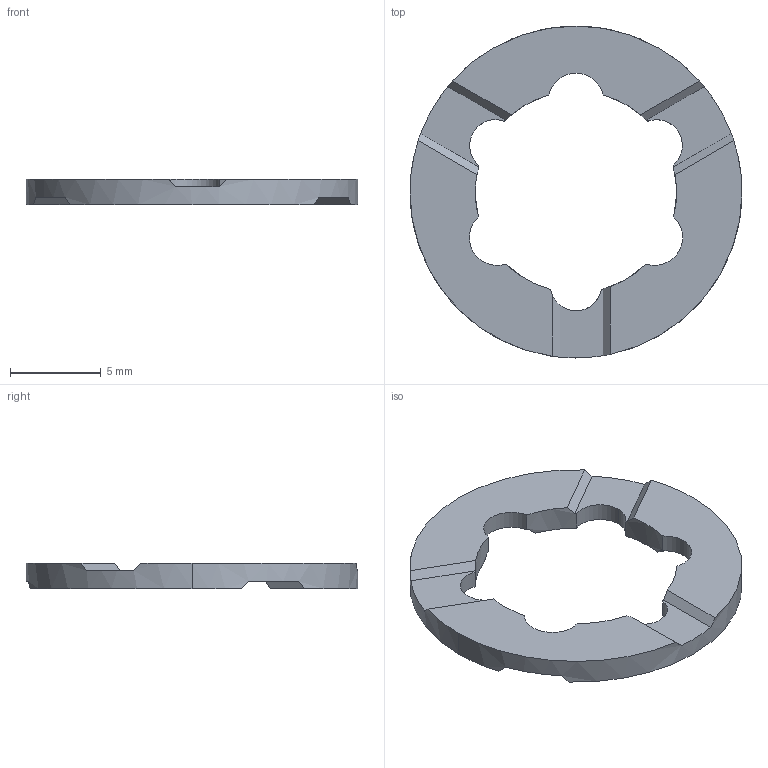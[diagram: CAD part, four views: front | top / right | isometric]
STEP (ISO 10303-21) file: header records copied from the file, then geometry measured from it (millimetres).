
FILE_DESCRIPTION (( 'STEP AP214' ), '1' );
FILE_NAME ('rondelle butee.STEP', '2021-10-15T11:39:56', ( '' ), ( '' ), 'SwSTEP 2.0', 'SolidWorks 2019', '' );
FILE_SCHEMA (( 'AUTOMOTIVE_DESIGN' ));
Length unit declared in the file: millimetre
Products named in the file (1): rondelle butee
Bounding box: 18.3 x 18.3 x 1.4 mm (x, y, z)
Volume: 189.7 mm3; surface area: 432.9 mm2
Topology: 1 solids, 1 shells, 41 faces, 123 edges, 82 vertices
Faces by surface type: plane 24, cylinder 17
Entity records: 1453 total; most frequent: CARTESIAN_POINT 319, ORIENTED_EDGE 246, DIRECTION 241, EDGE_CURVE 123, AXIS2_PLACEMENT_3D 100, VERTEX_POINT 82, CIRCLE 58, FACE_OUTER_BOUND 41
